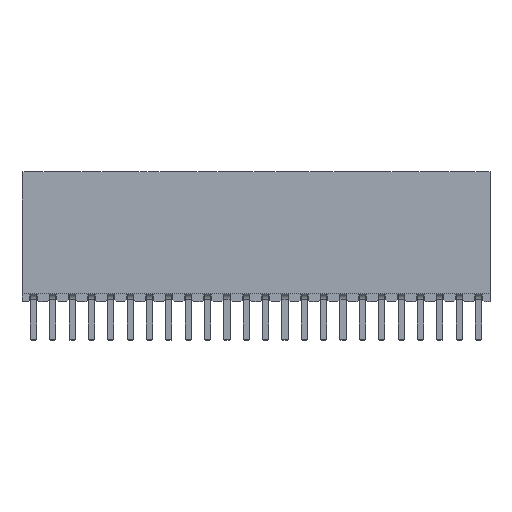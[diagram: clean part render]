
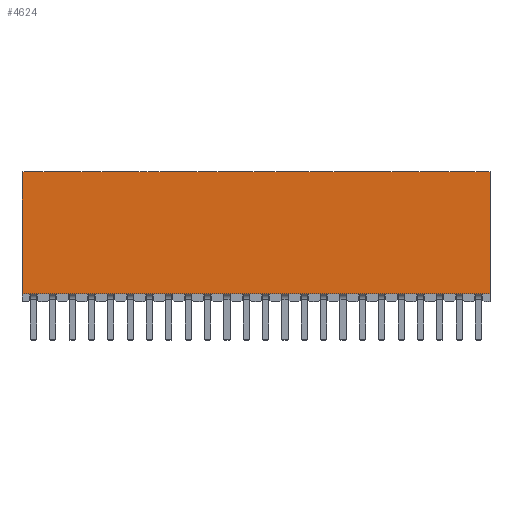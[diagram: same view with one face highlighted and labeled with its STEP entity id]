
A CAD part, top view. The second image highlights one B-rep face of the part: STEP entity #4624.
In plain terms, the highlighted planar face has unit normal (0, 0, 1).
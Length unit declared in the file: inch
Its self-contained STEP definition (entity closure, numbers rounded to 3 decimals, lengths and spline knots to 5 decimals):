
#214 = VERTEX_POINT ( 'NONE', #8981 ) ;
#218 = VERTEX_POINT ( 'NONE', #8952 ) ;
#240 = EDGE_CURVE ( 'NONE', #214, #218, #8869, .T. ) ;
#3923 = VERTEX_POINT ( 'NONE', #15340 ) ;
#3927 = EDGE_CURVE ( 'NONE', #3923, #218, #15514, .T. ) ;
#4106 = VERTEX_POINT ( 'NONE', #16028 ) ;
#4149 = EDGE_CURVE ( 'NONE', #214, #4106, #15935, .T. ) ;
#4380 = ORIENTED_EDGE ( 'NONE', *, *, #240, .F. ) ;
#4474 = EDGE_CURVE ( 'NONE', #4106, #3923, #16509, .T. ) ;
#4479 = EDGE_LOOP ( 'NONE', ( #4380, #4627, #4626, #4622 ) ) ;
#4622 = ORIENTED_EDGE ( 'NONE', *, *, #3927, .T. ) ;
#4624 = ADVANCED_FACE ( 'NONE', ( #16766 ), #16654, .T. ) ;
#4626 = ORIENTED_EDGE ( 'NONE', *, *, #4474, .T. ) ;
#4627 = ORIENTED_EDGE ( 'NONE', *, *, #4149, .T. ) ;
#8866 = DIRECTION ( 'NONE',  ( -1., 0., 0. ) ) ;
#8867 = VECTOR ( 'NONE', #8866, 39.37008 ) ;
#8868 = CARTESIAN_POINT ( 'NONE',  ( -0.5845, -0.1475, 0.06 ) ) ;
#8869 = LINE ( 'NONE', #8868, #8867 ) ;
#8952 = CARTESIAN_POINT ( 'NONE',  ( -0.6045, -0.1475, 0.06 ) ) ;
#8981 = CARTESIAN_POINT ( 'NONE',  ( 0.6045, -0.1475, 0.06 ) ) ;
#15340 = CARTESIAN_POINT ( 'NONE',  ( -0.6045, 0.1675, 0.06 ) ) ;
#15510 = DIRECTION ( 'NONE',  ( 0., -1., 0. ) ) ;
#15511 = VECTOR ( 'NONE', #15510, 39.37008 ) ;
#15513 = CARTESIAN_POINT ( 'NONE',  ( -0.6045, 0.1675, 0.06 ) ) ;
#15514 = LINE ( 'NONE', #15513, #15511 ) ;
#15929 = CARTESIAN_POINT ( 'NONE',  ( 0.6045, 0.1675, 0.06 ) ) ;
#15930 = VECTOR ( 'NONE', #15984, 39.37008 ) ;
#15935 = LINE ( 'NONE', #15929, #15930 ) ;
#15984 = DIRECTION ( 'NONE',  ( 0., 1., 0. ) ) ;
#16028 = CARTESIAN_POINT ( 'NONE',  ( 0.6045, 0.1675, 0.06 ) ) ;
#16303 = DIRECTION ( 'NONE',  ( -1., 0., 0. ) ) ;
#16304 = VECTOR ( 'NONE', #16303, 39.37008 ) ;
#16305 = CARTESIAN_POINT ( 'NONE',  ( -0.6045, 0.1675, 0.06 ) ) ;
#16509 = LINE ( 'NONE', #16305, #16304 ) ;
#16605 = CARTESIAN_POINT ( 'NONE',  ( -0.6045, -0.1675, 0.06 ) ) ;
#16650 = DIRECTION ( 'NONE',  ( 1., 0., 0. ) ) ;
#16651 = DIRECTION ( 'NONE',  ( 0., 0., 1. ) ) ;
#16654 = PLANE ( 'NONE',  #16661 ) ;
#16661 = AXIS2_PLACEMENT_3D ( 'NONE', #16605, #16651, #16650 ) ;
#16766 = FACE_OUTER_BOUND ( 'NONE', #4479, .T. ) ;
